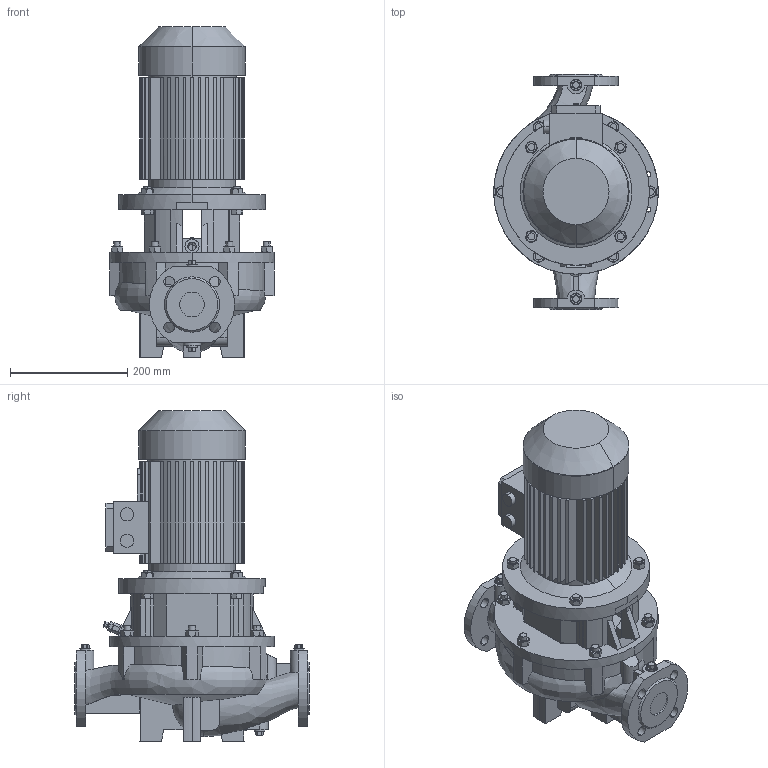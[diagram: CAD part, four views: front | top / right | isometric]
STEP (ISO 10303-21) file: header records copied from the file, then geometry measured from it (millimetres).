
FILE_DESCRIPTION (( 'STEP AP203' ), '1' );
FILE_NAME ('枅-313-000-313-004-01-10.step', '2025-02-11T17:04:23', ( 'adb' ), ( '' ), 'SwSTEP 2.0', 'SolidWorks 2016', '' );
FILE_SCHEMA (( 'CONFIG_CONTROL_DESIGN' ));
Length unit declared in the file: millimetre
Products named in the file (1): 枅-313-000-313-004-01-10
Bounding box: 280 x 400 x 563 mm (x, y, z)
Volume: 12864726.2 mm3; surface area: 1256408.5 mm2
Topology: 8 solids, 20 shells, 936 faces, 2422 edges, 1587 vertices
Faces by surface type: plane 505, cylinder 324, cone 95, bspline 9, sphere 3
Entity records: 34260 total; most frequent: CARTESIAN_POINT 11041, ORIENTED_EDGE 4840, DIRECTION 4827, EDGE_CURVE 2420, AXIS2_PLACEMENT_3D 1790, VERTEX_POINT 1587, VECTOR 1247, LINE 1247
